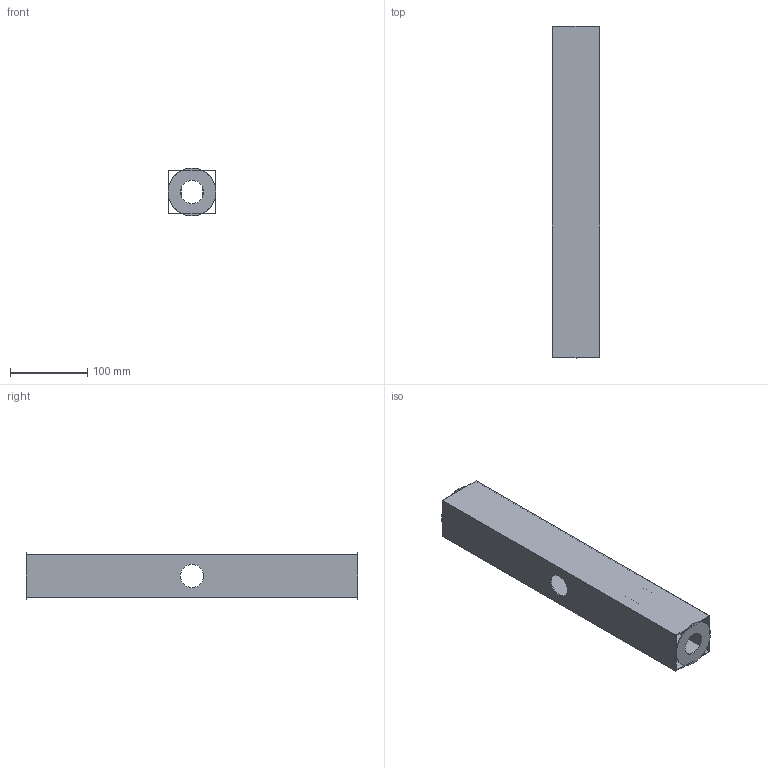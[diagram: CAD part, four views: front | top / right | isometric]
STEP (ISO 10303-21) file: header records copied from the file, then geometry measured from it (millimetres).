
FILE_DESCRIPTION (( 'STEP AP203' ), '1' );
FILE_NAME ('body.STEP', '2016-07-17T11:25:24', ( '' ), ( '' ), 'SwSTEP 2.0', 'SolidWorks 2013', '' );
FILE_SCHEMA (( 'CONFIG_CONTROL_DESIGN' ));
Length unit declared in the file: millimetre
Products named in the file (1): body
Bounding box: 62 x 430 x 62 mm (x, y, z)
Volume: 106002.2 mm3; surface area: 213362.5 mm2
Topology: 3 solids, 3 shells, 64 faces, 188 edges, 116 vertices
Faces by surface type: plane 36, cylinder 28
Entity records: 2281 total; most frequent: DIRECTION 402, ORIENTED_EDGE 376, CARTESIAN_POINT 369, EDGE_CURVE 188, AXIS2_PLACEMENT_3D 149, VERTEX_POINT 116, LINE 104, VECTOR 104
